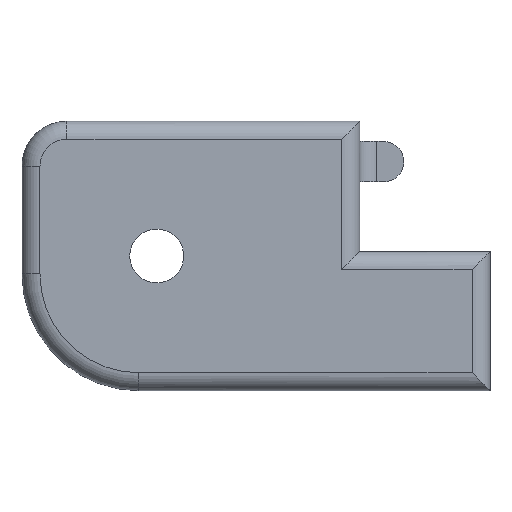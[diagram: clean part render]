
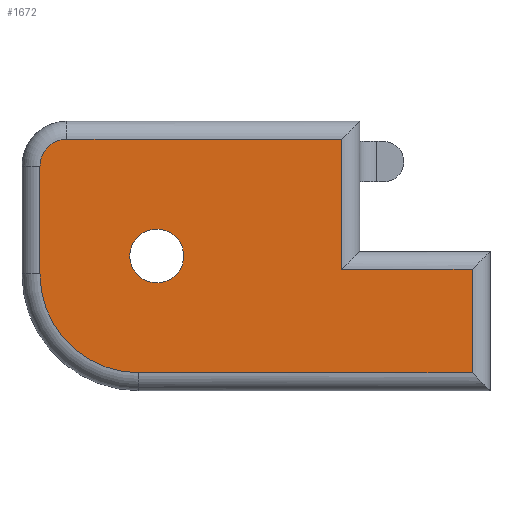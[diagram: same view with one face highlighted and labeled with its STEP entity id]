
A CAD part, front view. The second image highlights one B-rep face of the part: STEP entity #1672.
In plain terms, the highlighted planar face has unit normal (0, -1, 0).
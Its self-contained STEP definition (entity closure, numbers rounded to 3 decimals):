
#29=FACE_BOUND('',#264,.T.);
#163=FACE_OUTER_BOUND('',#263,.T.);
#263=EDGE_LOOP('',(#1304,#1305,#1306,#1307,#1308,#1309,#1310,#1311));
#264=EDGE_LOOP('',(#1312));
#388=LINE('',#2986,#522);
#390=LINE('',#2998,#524);
#391=LINE('',#3005,#525);
#392=LINE('',#3010,#526);
#394=LINE('',#3017,#528);
#398=LINE('',#3027,#532);
#522=VECTOR('',#2119,10.);
#524=VECTOR('',#2135,10.);
#525=VECTOR('',#2144,10.);
#526=VECTOR('',#2151,10.);
#528=VECTOR('',#2157,10.);
#532=VECTOR('',#2167,10.);
#629=CIRCLE('',#1810,11.);
#632=CIRCLE('',#1815,3.);
#635=CIRCLE('',#1830,3.);
#762=VERTEX_POINT('',#2983);
#763=VERTEX_POINT('',#2985);
#765=VERTEX_POINT('',#2990);
#766=VERTEX_POINT('',#2995);
#767=VERTEX_POINT('',#3000);
#768=VERTEX_POINT('',#3004);
#769=VERTEX_POINT('',#3008);
#772=VERTEX_POINT('',#3016);
#779=VERTEX_POINT('',#3042);
#951=EDGE_CURVE('',#763,#762,#388,.T.);
#955=EDGE_CURVE('',#765,#763,#629,.T.);
#958=EDGE_CURVE('',#766,#765,#390,.T.);
#960=EDGE_CURVE('',#767,#766,#632,.T.);
#961=EDGE_CURVE('',#768,#767,#391,.T.);
#964=EDGE_CURVE('',#762,#769,#392,.T.);
#967=EDGE_CURVE('',#772,#768,#394,.T.);
#973=EDGE_CURVE('',#769,#772,#398,.T.);
#980=EDGE_CURVE('',#779,#779,#635,.T.);
#1304=ORIENTED_EDGE('',*,*,#951,.T.);
#1305=ORIENTED_EDGE('',*,*,#964,.T.);
#1306=ORIENTED_EDGE('',*,*,#973,.T.);
#1307=ORIENTED_EDGE('',*,*,#967,.T.);
#1308=ORIENTED_EDGE('',*,*,#961,.T.);
#1309=ORIENTED_EDGE('',*,*,#960,.T.);
#1310=ORIENTED_EDGE('',*,*,#958,.T.);
#1311=ORIENTED_EDGE('',*,*,#955,.T.);
#1312=ORIENTED_EDGE('',*,*,#980,.F.);
#1610=PLANE('',#1829);
#1672=ADVANCED_FACE('',(#163,#29),#1610,.F.);
#1810=AXIS2_PLACEMENT_3D('',#2993,#2128,#2129);
#1815=AXIS2_PLACEMENT_3D('',#3002,#2140,#2141);
#1829=AXIS2_PLACEMENT_3D('',#3041,#2182,#2183);
#1830=AXIS2_PLACEMENT_3D('',#3043,#2184,#2185);
#2119=DIRECTION('',(1.,0.,0.));
#2128=DIRECTION('center_axis',(0.,-1.,0.));
#2129=DIRECTION('ref_axis',(-0.707,0.,-0.707));
#2135=DIRECTION('',(0.,0.,-1.));
#2140=DIRECTION('center_axis',(0.,-1.,0.));
#2141=DIRECTION('ref_axis',(-0.707,0.,0.707));
#2144=DIRECTION('',(-1.,0.,0.));
#2151=DIRECTION('',(0.,0.,1.));
#2157=DIRECTION('',(0.,0.,1.));
#2167=DIRECTION('',(-1.,0.,0.));
#2182=DIRECTION('center_axis',(0.,1.,0.));
#2183=DIRECTION('ref_axis',(-1.,0.,0.));
#2184=DIRECTION('center_axis',(0.,-1.,0.));
#2185=DIRECTION('ref_axis',(1.,0.,0.));
#2983=CARTESIAN_POINT('',(87.6,0.,15.));
#2985=CARTESIAN_POINT('',(50.5,0.,15.));
#2986=CARTESIAN_POINT('',(68.75,0.,15.));
#2990=CARTESIAN_POINT('',(39.5,0.,26.));
#2993=CARTESIAN_POINT('Origin',(50.5,0.,26.));
#2995=CARTESIAN_POINT('',(39.5,0.,38.));
#2998=CARTESIAN_POINT('',(39.5,0.,21.5));
#3000=CARTESIAN_POINT('',(42.5,0.,41.));
#3002=CARTESIAN_POINT('Origin',(42.5,0.,38.));
#3004=CARTESIAN_POINT('',(73.1,0.,41.));
#3005=CARTESIAN_POINT('',(68.5,0.,41.));
#3008=CARTESIAN_POINT('',(87.6,0.,26.5));
#3010=CARTESIAN_POINT('',(87.6,0.,7.7));
#3016=CARTESIAN_POINT('',(73.1,0.,26.5));
#3017=CARTESIAN_POINT('',(73.1,0.,14.25));
#3027=CARTESIAN_POINT('',(75.05,0.,26.5));
#3041=CARTESIAN_POINT('Origin',(75.,0.,0.));
#3042=CARTESIAN_POINT('',(49.5,0.,28.));
#3043=CARTESIAN_POINT('Origin',(52.5,0.,28.));
